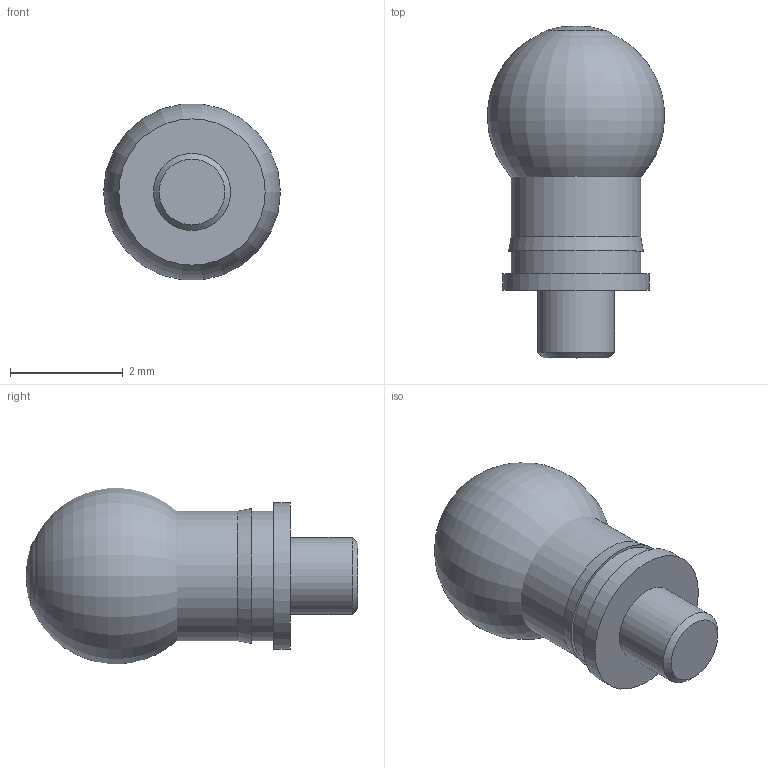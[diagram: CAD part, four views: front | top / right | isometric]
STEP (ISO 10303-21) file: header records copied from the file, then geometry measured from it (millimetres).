
FILE_DESCRIPTION (( 'STEP AP214' ), '1' );
FILE_NAME ('FK-715.STEP', '2024-03-26T19:56:59', ( '' ), ( '' ), 'SwSTEP 2.0', 'SolidWorks 2022', '' );
FILE_SCHEMA (( 'AUTOMOTIVE_DESIGN' ));
Length unit declared in the file: millimetre
Products named in the file (1): FK-715
Bounding box: 3.15 x 5.9 x 3.12 mm (x, y, z)
Volume: 1.9 mm3; surface area: 76.9 mm2
Topology: 1 solids, 1 shells, 15 faces, 27 edges, 17 vertices
Faces by surface type: plane 5, cylinder 5, torus 3, cone 2
Full cylindrical faces by diameter (mm): 1.37 x1, 1.6 x1, 2.3 x2, 2.6 x1
Entity records: 493 total; most frequent: DIRECTION 60, CARTESIAN_POINT 44, AXIS2_PLACEMENT_3D 30, ORIENTED_EDGE 28, EDGE_LOOP 28, FACE_OUTER_BOUND 22, UNCERTAINTY_MEASURE_WITH_UNIT 18, SURFACE_STYLE_USAGE 17
